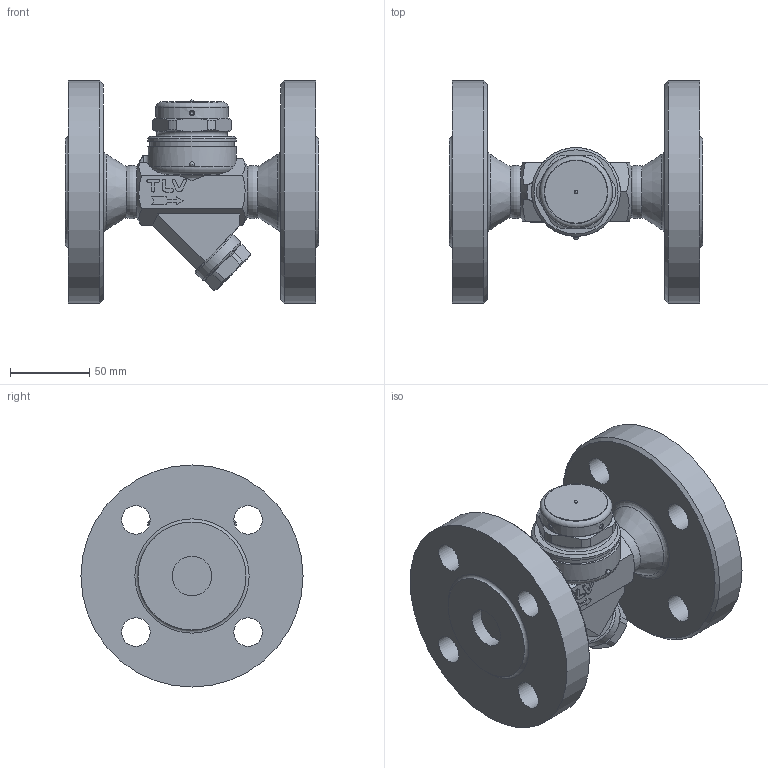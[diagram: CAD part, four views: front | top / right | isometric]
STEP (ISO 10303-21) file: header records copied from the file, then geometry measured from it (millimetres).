
FILE_DESCRIPTION(/* description */ (''),/* implementation_level */ '2;1');
FILE_NAME(/* name */ 'p65rn-025-e0063-00.stp',/* time_stamp */ '2024-03-21T09:43:06+09:00',/* author */ ('nakaot'),/* organization */ (''),/* preprocessor_version */ 'ST-DEVELOPER v18.1',/* originating_system */ 'Autodesk Inventor 2022',/* authorisation */ '');
FILE_SCHEMA (('AUTOMOTIVE_DESIGN { 1 0 10303 214 3 1 1 }'));
Length unit declared in the file: millimetre
Products named in the file (1): p65rn-015-e0063-00
Bounding box: 160 x 140 x 140 mm (x, y, z)
Volume: 890439.7 mm3; surface area: 111639.5 mm2
Topology: 2 solids, 2 shells, 170 faces, 419 edges, 271 vertices
Faces by surface type: plane 78, cylinder 46, cone 22, torus 13, sphere 6, bspline 5
Full cylindrical faces by diameter (mm): 3 x1, 18 x8, 25 x2, 34 x1, 40 x1, 45.5 x1, 53 x1, 56 x2, 140 x2
Entity records: 5571 total; most frequent: CARTESIAN_POINT 1538, ORIENTED_EDGE 834, DIRECTION 834, EDGE_CURVE 417, AXIS2_PLACEMENT_3D 327, VERTEX_POINT 271, EDGE_LOOP 206, LINE 180
